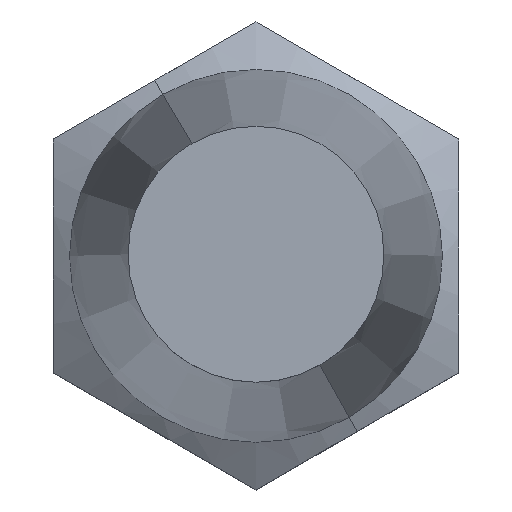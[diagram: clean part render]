
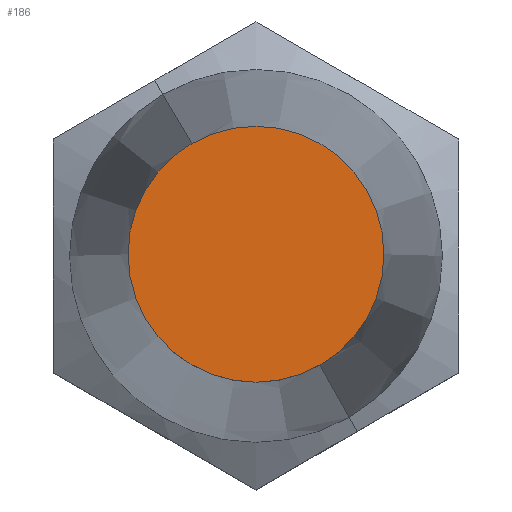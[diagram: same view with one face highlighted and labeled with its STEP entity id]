
A CAD part, top view. The second image highlights one B-rep face of the part: STEP entity #186.
In plain terms, the highlighted planar face has unit normal (0, 0, 1).
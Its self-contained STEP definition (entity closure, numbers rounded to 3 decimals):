
#33 = CARTESIAN_POINT ( 'NONE',  ( 0., 0., 50. ) ) ;
#51 = EDGE_CURVE ( 'NONE', #112, #86, #189, .T. ) ;
#86 = VERTEX_POINT ( 'NONE', #437 ) ;
#112 = VERTEX_POINT ( 'NONE', #726 ) ;
#131 = AXIS2_PLACEMENT_3D ( 'NONE', #147, #217, #502 ) ;
#147 = CARTESIAN_POINT ( 'NONE',  ( 0., 0., 50. ) ) ;
#166 = PLANE ( 'NONE',  #172 ) ;
#172 = AXIS2_PLACEMENT_3D ( 'NONE', #33, #409, #645 ) ;
#186 = ADVANCED_FACE ( 'NONE', ( #633 ), #166, .T. ) ;
#189 = CIRCLE ( 'NONE', #131, 6. ) ;
#217 = DIRECTION ( 'NONE',  ( 0., 0., -1. ) ) ;
#253 = CARTESIAN_POINT ( 'NONE',  ( 0., 0., 50. ) ) ;
#309 = DIRECTION ( 'NONE',  ( 0., 0., -1. ) ) ;
#409 = DIRECTION ( 'NONE',  ( 0., 0., 1. ) ) ;
#437 = CARTESIAN_POINT ( 'NONE',  ( -3., 5.196, 50. ) ) ;
#470 = ORIENTED_EDGE ( 'NONE', *, *, #51, .F. ) ;
#502 = DIRECTION ( 'NONE',  ( -0.5, 0.866, 0. ) ) ;
#579 = CIRCLE ( 'NONE', #723, 6. ) ;
#580 = ORIENTED_EDGE ( 'NONE', *, *, #637, .F. ) ;
#633 = FACE_OUTER_BOUND ( 'NONE', #697, .T. ) ;
#637 = EDGE_CURVE ( 'NONE', #86, #112, #579, .T. ) ;
#645 = DIRECTION ( 'NONE',  ( 0.5, -0.866, 0. ) ) ;
#697 = EDGE_LOOP ( 'NONE', ( #580, #470 ) ) ;
#722 = DIRECTION ( 'NONE',  ( -0.5, 0.866, 0. ) ) ;
#723 = AXIS2_PLACEMENT_3D ( 'NONE', #253, #309, #722 ) ;
#726 = CARTESIAN_POINT ( 'NONE',  ( 3., -5.196, 50. ) ) ;
